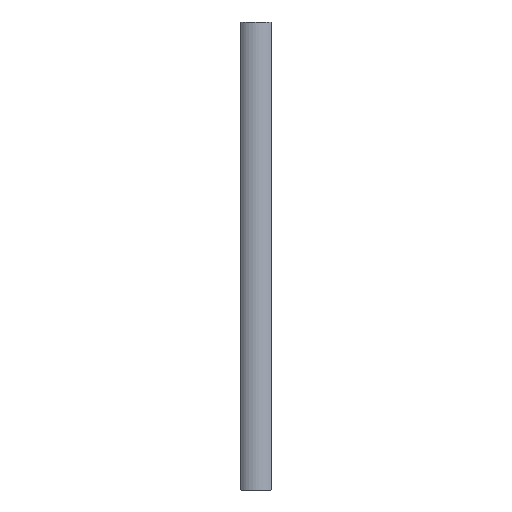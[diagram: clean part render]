
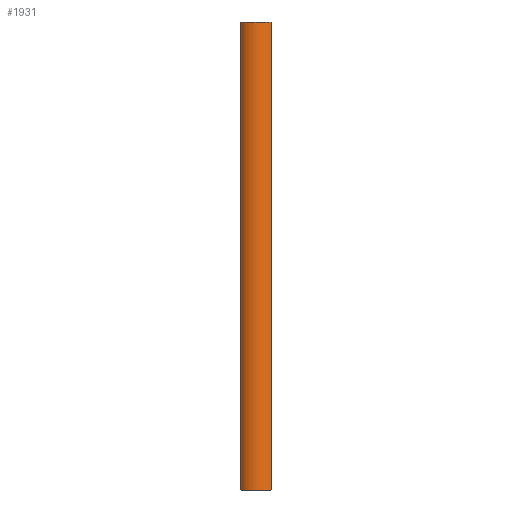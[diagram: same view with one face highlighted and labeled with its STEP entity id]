
A CAD part, front view. The second image highlights one B-rep face of the part: STEP entity #1931.
In plain terms, the highlighted cylindrical face has radius 45 mm (diameter 90 mm), a partial arc.
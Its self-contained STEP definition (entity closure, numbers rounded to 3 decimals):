
#2 = ORIENTED_EDGE ( 'NONE', *, *, #2750, .T. ) ;
#22 = DIRECTION ( 'NONE',  ( 1., 0., 0. ) ) ;
#79 = CARTESIAN_POINT ( 'NONE',  ( 32.022, -31.612, -0.022 ) ) ;
#89 = CARTESIAN_POINT ( 'NONE',  ( -32.073, -31.568, -1000. ) ) ;
#168 = DIRECTION ( 'NONE',  ( 0., 0., 1. ) ) ;
#337 = CARTESIAN_POINT ( 'NONE',  ( -32., -31.641, 0. ) ) ;
#398 = CARTESIAN_POINT ( 'NONE',  ( -0.004, 0.001, -1000. ) ) ;
#405 =( BOUNDED_CURVE ( )  B_SPLINE_CURVE ( 3, ( #1015, #459, #1499, #2563 ),
 .UNSPECIFIED., .F., .F. ) 
 B_SPLINE_CURVE_WITH_KNOTS ( ( 4, 4 ),
 ( 2.362, 2.364 ),
 .UNSPECIFIED. ) 
 CURVE ( )  GEOMETRIC_REPRESENTATION_ITEM ( )  RATIONAL_B_SPLINE_CURVE ( ( 1., 1., 1., 1. ) ) 
 REPRESENTATION_ITEM ( '' )  );
#459 = CARTESIAN_POINT ( 'NONE',  ( -32.024, -31.617, -0.024 ) ) ;
#527 = VECTOR ( 'NONE', #168, 1000. ) ;
#626 = DIRECTION ( 'NONE',  ( 1., 0., 0. ) ) ;
#673 = CARTESIAN_POINT ( 'NONE',  ( 32., -31.634, 0. ) ) ;
#762 = ORIENTED_EDGE ( 'NONE', *, *, #3342, .T. ) ;
#770 = VERTEX_POINT ( 'NONE', #3392 ) ;
#826 = CYLINDRICAL_SURFACE ( 'NONE', #3305, 45. ) ;
#891 = VERTEX_POINT ( 'NONE', #1100 ) ;
#917 = EDGE_CURVE ( 'NONE', #1879, #2433, #2315, .T. ) ;
#1015 = CARTESIAN_POINT ( 'NONE',  ( -32., -31.641, 0. ) ) ;
#1027 = ORIENTED_EDGE ( 'NONE', *, *, #1727, .T. ) ;
#1065 = CARTESIAN_POINT ( 'NONE',  ( -0.004, 0.001, 0. ) ) ;
#1100 = CARTESIAN_POINT ( 'NONE',  ( -32.073, -31.568, -0.073 ) ) ;
#1119 = DIRECTION ( 'NONE',  ( 0., 0., 1. ) ) ;
#1146 = CARTESIAN_POINT ( 'NONE',  ( 32.065, -31.568, -0.065 ) ) ;
#1151 = ORIENTED_EDGE ( 'NONE', *, *, #2336, .F. ) ;
#1157 = CARTESIAN_POINT ( 'NONE',  ( -32., -31.641, -1000. ) ) ;
#1179 = DIRECTION ( 'NONE',  ( 0., 0., 1. ) ) ;
#1398 = CARTESIAN_POINT ( 'NONE',  ( 32., -31.634, 0. ) ) ;
#1411 = CARTESIAN_POINT ( 'NONE',  ( -32.049, -31.592, -999.951 ) ) ;
#1446 = VERTEX_POINT ( 'NONE', #1146 ) ;
#1456 = LINE ( 'NONE', #2567, #527 ) ;
#1499 = CARTESIAN_POINT ( 'NONE',  ( -32.049, -31.592, -0.049 ) ) ;
#1549 = EDGE_CURVE ( 'NONE', #770, #1446, #1456, .T. ) ;
#1573 = ORIENTED_EDGE ( 'NONE', *, *, #1549, .T. ) ;
#1618 = VERTEX_POINT ( 'NONE', #3098 ) ;
#1637 = CARTESIAN_POINT ( 'NONE',  ( -32.073, -31.568, -999.927 ) ) ;
#1714 = ORIENTED_EDGE ( 'NONE', *, *, #3199, .F. ) ;
#1727 = EDGE_CURVE ( 'NONE', #2841, #770, #2601, .T. ) ;
#1728 = VERTEX_POINT ( 'NONE', #3397 ) ;
#1769 = AXIS2_PLACEMENT_3D ( 'NONE', #1065, #2789, #22 ) ;
#1837 = EDGE_LOOP ( 'NONE', ( #1151, #2, #1027, #1573, #1714, #2115, #762, #3104 ) ) ;
#1879 = VERTEX_POINT ( 'NONE', #337 ) ;
#1898 = FACE_OUTER_BOUND ( 'NONE', #1837, .T. ) ;
#1931 = ADVANCED_FACE ( 'NONE', ( #1898 ), #826, .T. ) ;
#1990 = DIRECTION ( 'NONE',  ( 1., 0., 0. ) ) ;
#2106 = CARTESIAN_POINT ( 'NONE',  ( 32.043, -31.59, -999.957 ) ) ;
#2115 = ORIENTED_EDGE ( 'NONE', *, *, #917, .F. ) ;
#2140 = CARTESIAN_POINT ( 'NONE',  ( 32., -31.634, -1000. ) ) ;
#2215 = CARTESIAN_POINT ( 'NONE',  ( 32.043, -31.59, -0.043 ) ) ;
#2311 = AXIS2_PLACEMENT_3D ( 'NONE', #398, #1179, #1990 ) ;
#2315 = CIRCLE ( 'NONE', #1769, 45. ) ;
#2336 = EDGE_CURVE ( 'NONE', #1618, #1728, #2716, .T. ) ;
#2379 = CARTESIAN_POINT ( 'NONE',  ( 32.022, -31.612, -999.978 ) ) ;
#2433 = VERTEX_POINT ( 'NONE', #673 ) ;
#2458 = CARTESIAN_POINT ( 'NONE',  ( -32.024, -31.617, -999.976 ) ) ;
#2481 = CIRCLE ( 'NONE', #2311, 45. ) ;
#2523 = LINE ( 'NONE', #89, #3312 ) ;
#2563 = CARTESIAN_POINT ( 'NONE',  ( -32.073, -31.568, -0.073 ) ) ;
#2567 = CARTESIAN_POINT ( 'NONE',  ( 32.065, -31.568, -1000. ) ) ;
#2601 =( BOUNDED_CURVE ( )  B_SPLINE_CURVE ( 3, ( #2140, #2379, #2106, #2936 ),
 .UNSPECIFIED., .F., .F. ) 
 B_SPLINE_CURVE_WITH_KNOTS ( ( 4, 4 ),
 ( 5.504, 5.506 ),
 .UNSPECIFIED. ) 
 CURVE ( )  GEOMETRIC_REPRESENTATION_ITEM ( )  RATIONAL_B_SPLINE_CURVE ( ( 1., 1., 1., 1. ) ) 
 REPRESENTATION_ITEM ( '' )  );
#2712 = EDGE_CURVE ( 'NONE', #891, #1728, #2523, .T. ) ;
#2716 =( BOUNDED_CURVE ( )  B_SPLINE_CURVE ( 3, ( #1157, #2458, #1411, #1637 ),
 .UNSPECIFIED., .F., .F. ) 
 B_SPLINE_CURVE_WITH_KNOTS ( ( 4, 4 ),
 ( 5.503, 5.506 ),
 .UNSPECIFIED. ) 
 CURVE ( )  GEOMETRIC_REPRESENTATION_ITEM ( )  RATIONAL_B_SPLINE_CURVE ( ( 1., 1., 1., 1. ) ) 
 REPRESENTATION_ITEM ( '' )  );
#2750 = EDGE_CURVE ( 'NONE', #1618, #2841, #2481, .T. ) ;
#2789 = DIRECTION ( 'NONE',  ( 0., 0., 1. ) ) ;
#2841 = VERTEX_POINT ( 'NONE', #3354 ) ;
#2936 = CARTESIAN_POINT ( 'NONE',  ( 32.065, -31.568, -999.935 ) ) ;
#3014 =( BOUNDED_CURVE ( )  B_SPLINE_CURVE ( 3, ( #1398, #79, #2215, #3270 ),
 .UNSPECIFIED., .F., .F. ) 
 B_SPLINE_CURVE_WITH_KNOTS ( ( 4, 4 ),
 ( 2.362, 2.364 ),
 .UNSPECIFIED. ) 
 CURVE ( )  GEOMETRIC_REPRESENTATION_ITEM ( )  RATIONAL_B_SPLINE_CURVE ( ( 1., 1., 1., 1. ) ) 
 REPRESENTATION_ITEM ( '' )  );
#3098 = CARTESIAN_POINT ( 'NONE',  ( -32., -31.641, -1000. ) ) ;
#3104 = ORIENTED_EDGE ( 'NONE', *, *, #2712, .T. ) ;
#3199 = EDGE_CURVE ( 'NONE', #2433, #1446, #3014, .T. ) ;
#3229 = CARTESIAN_POINT ( 'NONE',  ( -0.004, 0.001, -1000. ) ) ;
#3233 = DIRECTION ( 'NONE',  ( 0., 0., -1. ) ) ;
#3270 = CARTESIAN_POINT ( 'NONE',  ( 32.065, -31.568, -0.065 ) ) ;
#3305 = AXIS2_PLACEMENT_3D ( 'NONE', #3229, #1119, #626 ) ;
#3312 = VECTOR ( 'NONE', #3233, 1000. ) ;
#3342 = EDGE_CURVE ( 'NONE', #1879, #891, #405, .T. ) ;
#3354 = CARTESIAN_POINT ( 'NONE',  ( 32., -31.634, -1000. ) ) ;
#3392 = CARTESIAN_POINT ( 'NONE',  ( 32.065, -31.568, -999.935 ) ) ;
#3397 = CARTESIAN_POINT ( 'NONE',  ( -32.073, -31.568, -999.927 ) ) ;
